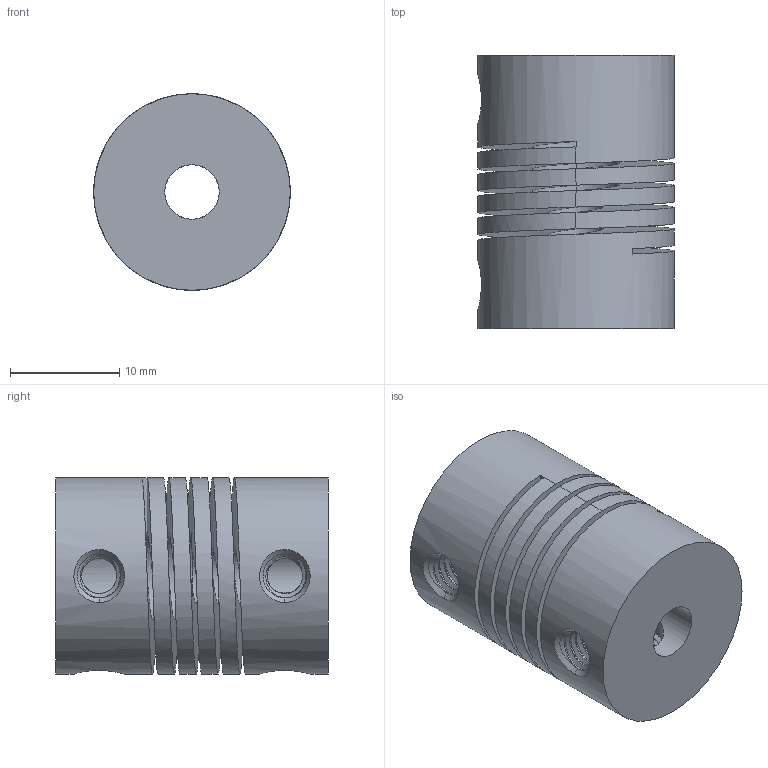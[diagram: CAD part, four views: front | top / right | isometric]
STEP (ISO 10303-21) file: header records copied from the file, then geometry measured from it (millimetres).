
FILE_DESCRIPTION(/* description */ ('STEP AP214','CAx-IF Rec.Pracs.---Representation and Presentation of Product Manufacturing Information (PMI)---4.0---2014-10-13'),/* implementation_level */ '2;1');
FILE_NAME(/* name */ '917631e4-a129-4e61-b0f3-b662ba941bc2.zip.stp',/* time_stamp */ '2025-02-25T01:34:54Z',/* author */ (''),/* organization */ (''),/* preprocessor_version */ 'ST-DEVELOPER v20',/* originating_system */ 'Autodesk Translation Framework v13.20.0.188',/* authorisation */ '');
FILE_SCHEMA (('AP242_MANAGED_MODEL_BASED_3D_ENGINEERING_MIM_LF { 1 0 10303 442 1 1 4 }'));
Length unit declared in the file: millimetre
Products named in the file (1): 5X8_COUPLER
Bounding box: 18 x 25 x 18 mm (x, y, z)
Volume: 4676.8 mm3; surface area: 4668.6 mm2
Topology: 1 solids, 1 shells, 101 faces, 280 edges, 177 vertices
Faces by surface type: cylinder 53, bspline 41, plane 7
Full cylindrical faces by diameter (mm): 3.656 x5, 4 x25, 5 x2, 8 x2, 18 x5
Entity records: 22656 total; most frequent: CARTESIAN_POINT 20546, ORIENTED_EDGE 560, EDGE_CURVE 280, DIRECTION 226, VERTEX_POINT 177, B_SPLINE_CURVE_WITH_KNOTS 173, EDGE_LOOP 109, FACE_OUTER_BOUND 101
